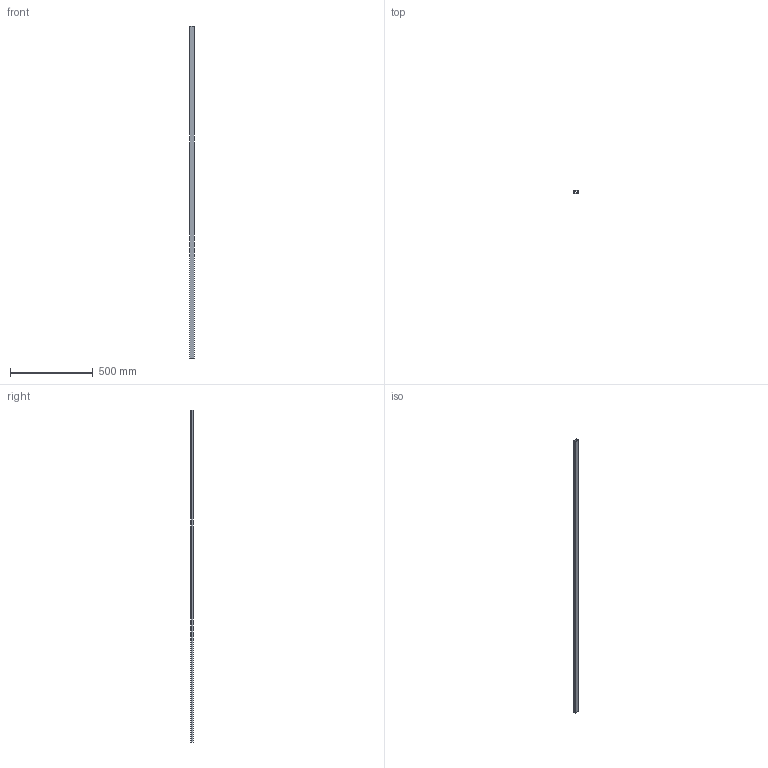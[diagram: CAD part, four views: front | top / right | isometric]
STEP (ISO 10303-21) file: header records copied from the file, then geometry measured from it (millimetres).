
FILE_DESCRIPTION(/* description */ (''),/* implementation_level */ '2;1');
FILE_NAME(/* name */ '6191010',/* time_stamp */ '2016-02-04T10:35:43+01:00',/* author */ (''),/* organization */ (''),/* preprocessor_version */ 'ST-DEVELOPER v15',/* originating_system */ '',/* authorisation */ '');
FILE_SCHEMA (('CONFIG_CONTROL_DESIGN'));
Length unit declared in the file: millimetre
Products named in the file (1): Document
Bounding box: 30 x 17.2 x 2000 mm (x, y, z)
Volume: 256151.3 mm3; surface area: 410366.5 mm2
Topology: 2 solids, 2 shells, 52 faces, 144 edges, 96 vertices
Faces by surface type: bspline 48, plane 4
Entity records: 1628 total; most frequent: CARTESIAN_POINT 838, ORIENTED_EDGE 288, EDGE_CURVE 144, VERTEX_POINT 96, ADVANCED_FACE 52, FACE_OUTER_BOUND 52, EDGE_LOOP 52, DIRECTION 8
